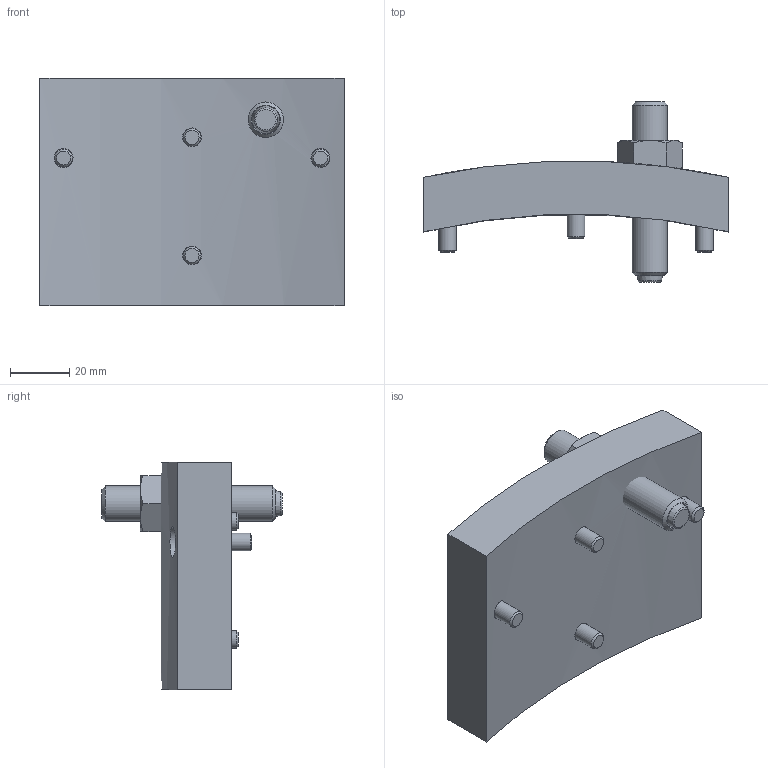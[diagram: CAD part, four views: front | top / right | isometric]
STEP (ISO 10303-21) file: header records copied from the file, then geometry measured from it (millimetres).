
FILE_DESCRIPTION(/* description */ ('STEP AP214'),/* implementation_level */ '2;1');
FILE_NAME(/* name */ '539094_HGPL-HR-40',/* time_stamp */ '2024-08-29T06:21:38+02:00',/* author */ ('License CC BY-ND 4.0'),/* organization */ ('CADENAS'),/* preprocessor_version */ 'ST-DEVELOPER v19.3',/* originating_system */ 'PARTsolutions',/* authorisation */ ' ');
FILE_SCHEMA (('AUTOMOTIVE_DESIGN {1 0 10303 214 3 1 1}'));
Length unit declared in the file: millimetre
Products named in the file (5): 539094 HGPL-HR-40; 539094 HGPL-HR-40---(25PL); DIN-912 - M6x20(F); DIN 934 - M12(F); HGPL M12x61---(B)
Assembly tree (7 placements, depth 2):
  539094 HGPL-HR-40
    539094 HGPL-HR-40---(25PL)
    DIN-912 - M6x20(F)  x4
    DIN 934 - M12(F)
    HGPL M12x61---(B)
Bounding box: 103 x 61 x 77 mm (x, y, z)
Volume: 150797 mm3; surface area: 31639.3 mm2
Topology: 7 solids, 7 shells, 163 faces, 319 edges, 181 vertices
Faces by surface type: plane 87, cone 52, cylinder 23, torus 1
Full cylindrical faces by diameter (mm): 6 x4, 6.4 x4, 9.5 x1, 10 x4, 10.106 x2, 10.4 x4, 12 x1, 22.5 x1
Entity records: 2277 total; most frequent: CARTESIAN_POINT 504, DIRECTION 322, ORIENTED_EDGE 254, AXIS2_PLACEMENT_3D 136, FACE_BOUND 129, EDGE_LOOP 128, EDGE_CURVE 127, VERTEX_POINT 94
